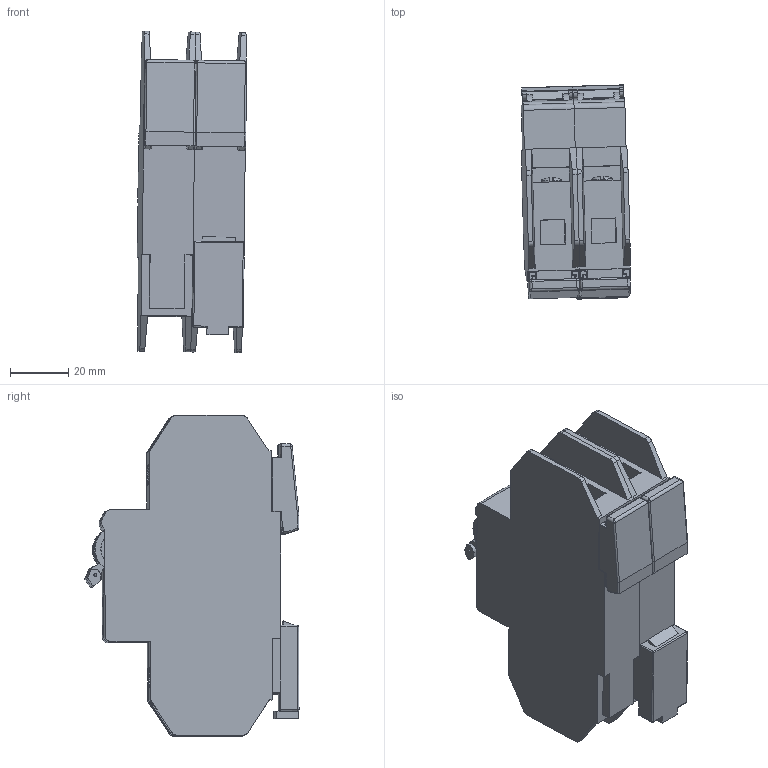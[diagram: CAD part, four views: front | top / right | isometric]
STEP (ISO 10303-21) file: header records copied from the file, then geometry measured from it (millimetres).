
FILE_DESCRIPTION (( 'STEP AP214' ), '1' );
FILE_NAME ('Techna Jtec 489 2 Pole.STEP', '2020-05-21T12:26:33', ( '' ), ( '' ), 'SwSTEP 2.0', 'SolidWorks 2020', '' );
FILE_SCHEMA (( 'AUTOMOTIVE_DESIGN' ));
Length unit declared in the file: millimetre
Products named in the file (7): JTEC 489; JTEC 489_Techna Logo; Techna Jtec 489; Foot 1; Techna Jtec 489_No Logo; Techna Jtec 489 2 Pole; Foot 2
Assembly tree (7 placements, depth 3):
  Techna Jtec 489 2 Pole
    Techna Jtec 489
      JTEC 489_Techna Logo
      Foot 1
      Foot 2
    Techna Jtec 489_No Logo
      JTEC 489
      Foot 2
Bounding box: 37.61 x 73.63 x 110.55 mm (x, y, z)
Volume: 166618.9 mm3; surface area: 46211.7 mm2
Topology: 5 solids, 5 shells, 1101 faces, 2913 edges, 1835 vertices
Faces by surface type: plane 565, cylinder 409, bspline 71, torus 38, sphere 18
Entity records: 40104 total; most frequent: CARTESIAN_POINT 8509, ORIENTED_EDGE 5280, DIRECTION 5057, EDGE_CURVE 2640, LINE 1775, VECTOR 1775, VERTEX_POINT 1699, AXIS2_PLACEMENT_3D 1641
